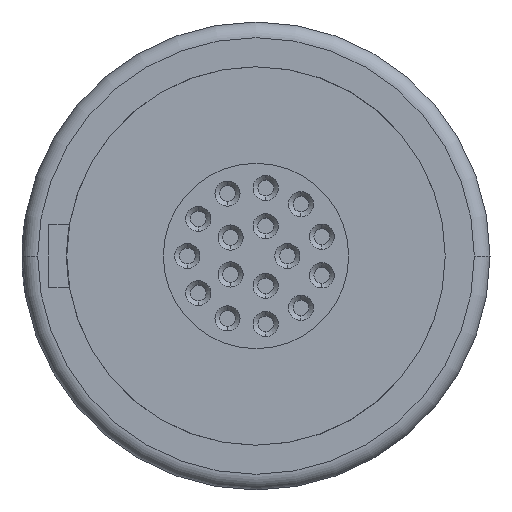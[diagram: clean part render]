
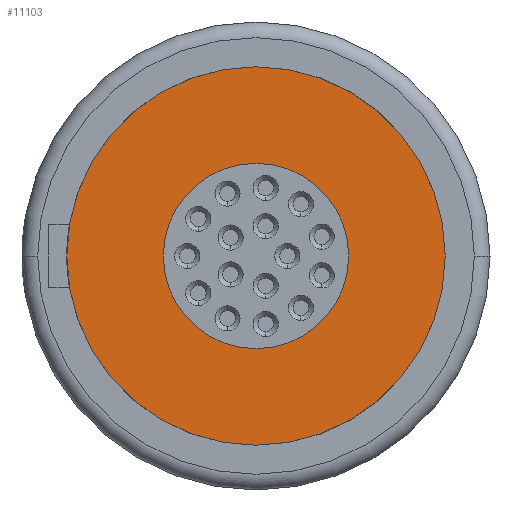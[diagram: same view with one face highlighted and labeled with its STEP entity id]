
A CAD part, left-side view. The second image highlights one B-rep face of the part: STEP entity #11103.
In plain terms, the highlighted planar face has unit normal (-1, 0, 0).
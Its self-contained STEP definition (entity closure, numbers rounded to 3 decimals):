
#4451=CARTESIAN_POINT('',(-1.,0.,0.));
#4452=DIRECTION('',(-1.,0.,0.));
#4453=DIRECTION('',(0.,1.,0.));
#4454=AXIS2_PLACEMENT_3D('',#4451,#4452,#4453);
#4456=CARTESIAN_POINT('',(-1.,0.,0.));
#4457=DIRECTION('',(1.,0.,0.));
#4458=DIRECTION('',(0.,1.,0.));
#4459=AXIS2_PLACEMENT_3D('',#4456,#4457,#4458);
#4461=CARTESIAN_POINT('',(-1.,0.,0.));
#4462=DIRECTION('',(-1.,0.,0.));
#4463=DIRECTION('',(0.,0.,1.));
#4464=AXIS2_PLACEMENT_3D('',#4461,#4462,#4463);
#4466=CARTESIAN_POINT('',(-1.,0.,0.));
#4467=DIRECTION('',(-1.,0.,0.));
#4468=DIRECTION('',(0.,0.,-1.));
#4469=AXIS2_PLACEMENT_3D('',#4466,#4467,#4468);
#5233=CARTESIAN_POINT('',(-1.,0.,-2.95));
#5234=VERTEX_POINT('',#5233);
#5235=CARTESIAN_POINT('',(-1.,0.,2.95));
#5236=VERTEX_POINT('',#5235);
#5262=CARTESIAN_POINT('',(-1.,-6.025,0.));
#5264=VERTEX_POINT('',#5262);
#5269=CARTESIAN_POINT('',(-1.,6.025,0.));
#5270=VERTEX_POINT('',#5269);
#11088=CARTESIAN_POINT('',(-1.,0.,0.));
#11089=DIRECTION('',(1.,0.,0.));
#11090=DIRECTION('',(0.,-1.,0.));
#11091=AXIS2_PLACEMENT_3D('',#11088,#11089,#11090);
#11092=PLANE('',#11091);
#11093=ORIENTED_EDGE('',*,*,#11079,.F.);
#11094=ORIENTED_EDGE('',*,*,#11065,.T.);
#11095=EDGE_LOOP('',(#11093,#11094));
#11096=FACE_OUTER_BOUND('',#11095,.F.);
#11098=ORIENTED_EDGE('',*,*,#11097,.T.);
#11100=ORIENTED_EDGE('',*,*,#11099,.T.);
#11101=EDGE_LOOP('',(#11098,#11100));
#11102=FACE_BOUND('',#11101,.F.);
#11103=ADVANCED_FACE('',(#11096,#11102),#11092,.F.);
#4455=CIRCLE('',#4454,6.025);
#4460=CIRCLE('',#4459,6.025);
#4465=CIRCLE('',#4464,2.95);
#4470=CIRCLE('',#4469,2.95);
#11065=EDGE_CURVE('',#5270,#5264,#4460,.T.);
#11079=EDGE_CURVE('',#5270,#5264,#4455,.T.);
#11097=EDGE_CURVE('',#5236,#5234,#4465,.T.);
#11099=EDGE_CURVE('',#5234,#5236,#4470,.T.);
